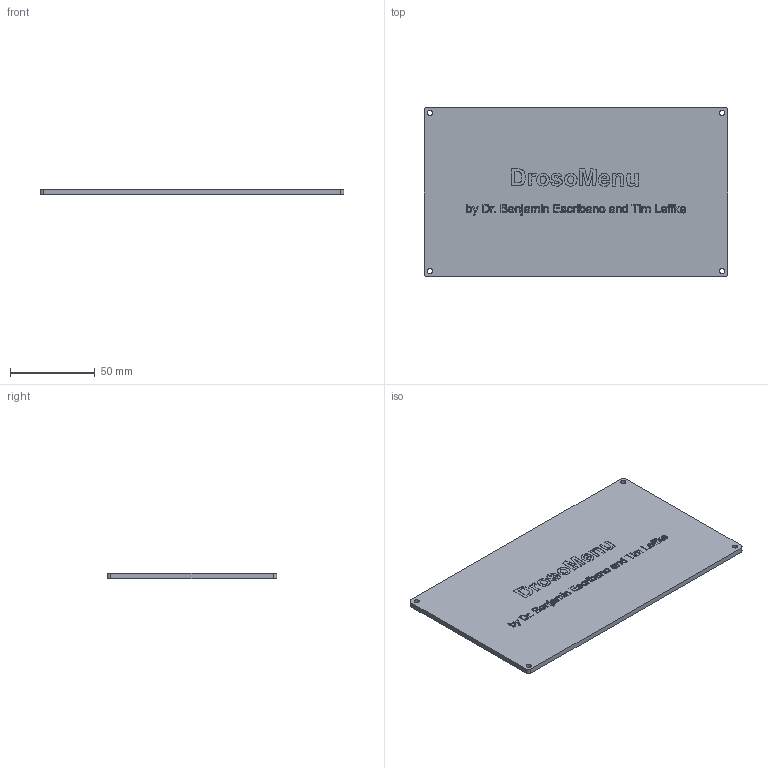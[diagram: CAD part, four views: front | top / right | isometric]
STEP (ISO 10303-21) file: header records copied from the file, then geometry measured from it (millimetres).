
FILE_DESCRIPTION(/* description */ (''),/* implementation_level */ '2;1');
FILE_NAME(/* name */ 'Lid.step',/* time_stamp */ '2025-09-05T10:02:58+02:00',/* author */ (''),/* organization */ (''),/* preprocessor_version */ 'ST-DEVELOPER v20.1',/* originating_system */ 'Autodesk Translation Framework v14.10.0.0',/* authorisation */ '');
FILE_SCHEMA (('AUTOMOTIVE_DESIGN { 1 0 10303 214 3 1 1 }'));
Length unit declared in the file: millimetre
Products named in the file (1): Parametric Box v2
Bounding box: 179 x 100 x 3 mm (x, y, z)
Volume: 53476.4 mm3; surface area: 37777.5 mm2
Topology: 1 solids, 1 shells, 889 faces, 2472 edges, 1648 vertices
Faces by surface type: bspline 544, plane 337, cylinder 8
Full cylindrical faces by diameter (mm): 3 x4
Entity records: 33347 total; most frequent: CARTESIAN_POINT 14258, ORIENTED_EDGE 4944, EDGE_CURVE 2472, DIRECTION 2092, VERTEX_POINT 1648, LINE 1368, VECTOR 1368, B_SPLINE_CURVE_WITH_KNOTS 1088
